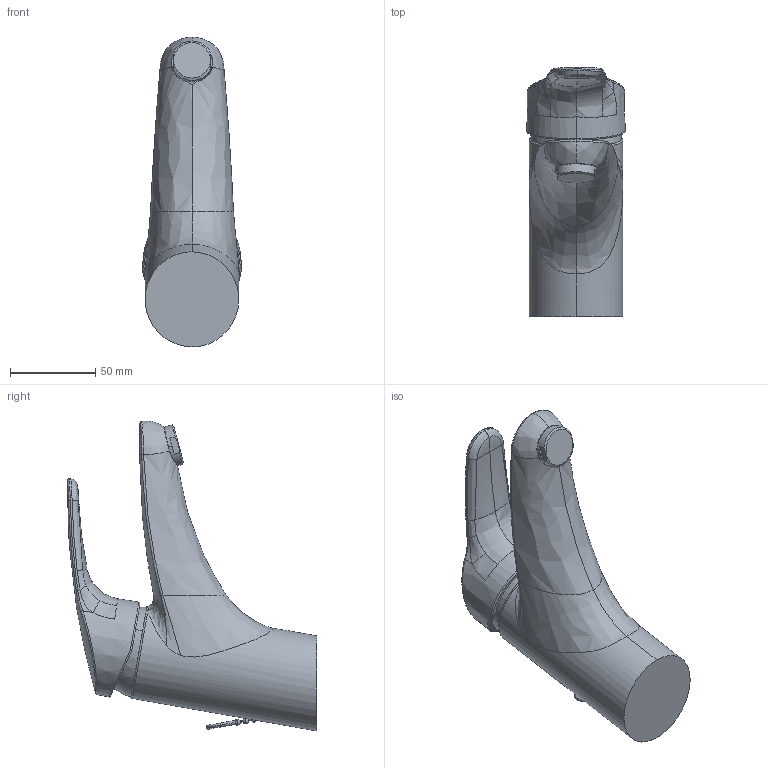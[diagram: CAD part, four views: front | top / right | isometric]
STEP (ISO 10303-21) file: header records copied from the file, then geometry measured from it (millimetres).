
FILE_DESCRIPTION (( 'STEP AP203' ), '1' );
FILE_NAME ('01111183.STEP', '2018-03-09T07:02:08', ( '' ), ( '' ), 'SwSTEP 2.0', 'SolidWorks 2016', '' );
FILE_SCHEMA (( 'CONFIG_CONTROL_DESIGN' ));
Length unit declared in the file: millimetre
Products named in the file (1): 01111183
Bounding box: 58.08 x 146.35 x 182.02 mm (x, y, z)
Volume: 474782.7 mm3; surface area: 47407 mm2
Topology: 1 solids, 1 shells, 100 faces, 259 edges, 151 vertices
Faces by surface type: bspline 69, cylinder 10, plane 9, torus 6, cone 4, sphere 2
Entity records: 15810 total; most frequent: CARTESIAN_POINT 13924, ORIENTED_EDGE 494, EDGE_CURVE 247, DIRECTION 182, B_SPLINE_CURVE_WITH_KNOTS 163, VERTEX_POINT 151, EDGE_LOOP 106, FACE_OUTER_BOUND 100
